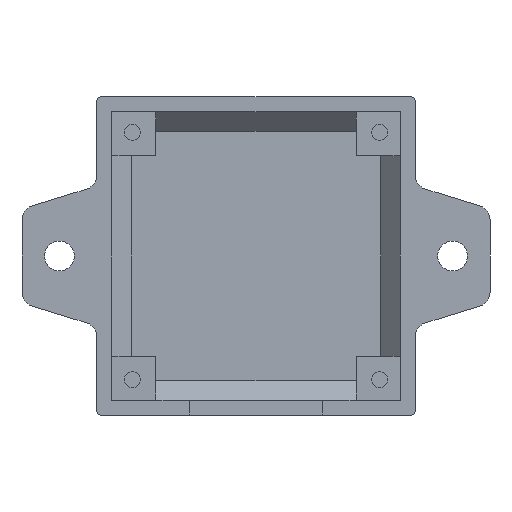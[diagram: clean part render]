
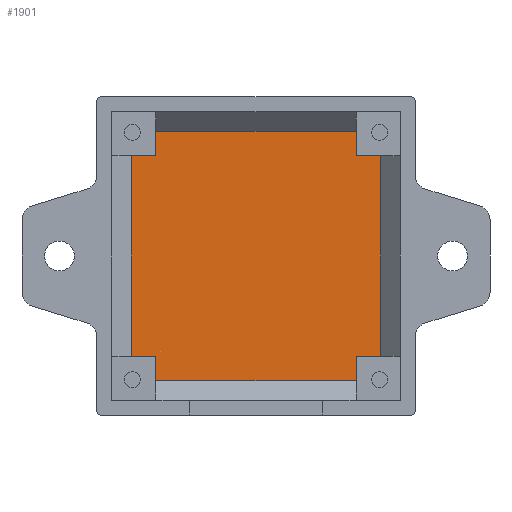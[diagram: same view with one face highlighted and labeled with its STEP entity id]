
A CAD part, front view. The second image highlights one B-rep face of the part: STEP entity #1901.
In plain terms, the highlighted planar face has unit normal (0, -1, 0).
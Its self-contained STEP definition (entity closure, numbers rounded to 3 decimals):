
#13 = CARTESIAN_POINT ( 'NONE',  ( -10.7, 12.4, -13.337 ) ) ;
#34 = EDGE_CURVE ( 'NONE', #959, #2323, #807, .T. ) ;
#87 = CARTESIAN_POINT ( 'NONE',  ( 10.7, 12.4, -13.337 ) ) ;
#95 = CARTESIAN_POINT ( 'NONE',  ( 10.7, 12.4, 15.4 ) ) ;
#167 = EDGE_CURVE ( 'NONE', #2000, #2323, #915, .T. ) ;
#180 = DIRECTION ( 'NONE',  ( -1., 0., 0. ) ) ;
#227 = EDGE_CURVE ( 'NONE', #949, #1421, #2317, .T. ) ;
#234 = LINE ( 'NONE', #1603, #1220 ) ;
#280 = EDGE_CURVE ( 'NONE', #1704, #2093, #1772, .T. ) ;
#297 = DIRECTION ( 'NONE',  ( -1., 0., 0. ) ) ;
#303 = ORIENTED_EDGE ( 'NONE', *, *, #280, .F. ) ;
#353 = CARTESIAN_POINT ( 'NONE',  ( -10.7, 12.4, -15.4 ) ) ;
#374 = EDGE_CURVE ( 'NONE', #2097, #1898, #234, .T. ) ;
#375 = DIRECTION ( 'NONE',  ( 0., 1., 0. ) ) ;
#405 = CARTESIAN_POINT ( 'NONE',  ( -13.337, 12.4, 0. ) ) ;
#407 = VECTOR ( 'NONE', #1899, 1000. ) ;
#529 = ORIENTED_EDGE ( 'NONE', *, *, #1403, .F. ) ;
#540 = VECTOR ( 'NONE', #2818, 1000. ) ;
#567 = DIRECTION ( 'NONE',  ( 0., 0., 1. ) ) ;
#572 = EDGE_CURVE ( 'NONE', #1898, #2538, #2187, .T. ) ;
#580 = ORIENTED_EDGE ( 'NONE', *, *, #2312, .F. ) ;
#632 = ORIENTED_EDGE ( 'NONE', *, *, #1140, .F. ) ;
#679 = LINE ( 'NONE', #1897, #540 ) ;
#807 = LINE ( 'NONE', #1473, #407 ) ;
#833 = CARTESIAN_POINT ( 'NONE',  ( 13.337, 12.4, 10.7 ) ) ;
#863 = CARTESIAN_POINT ( 'NONE',  ( 0., 12.4, 13.337 ) ) ;
#874 = CARTESIAN_POINT ( 'NONE',  ( -15.4, 12.4, 10.7 ) ) ;
#887 = CARTESIAN_POINT ( 'NONE',  ( -10.7, 12.4, 13.337 ) ) ;
#895 = EDGE_CURVE ( 'NONE', #2603, #1421, #1521, .T. ) ;
#906 = VECTOR ( 'NONE', #1015, 1000. ) ;
#915 = LINE ( 'NONE', #863, #2598 ) ;
#949 = VERTEX_POINT ( 'NONE', #960 ) ;
#959 = VERTEX_POINT ( 'NONE', #2073 ) ;
#960 = CARTESIAN_POINT ( 'NONE',  ( 10.7, 12.4, 10.7 ) ) ;
#1015 = DIRECTION ( 'NONE',  ( 0., 0., -1. ) ) ;
#1069 = CARTESIAN_POINT ( 'NONE',  ( 15.4, 12.4, -10.7 ) ) ;
#1089 = EDGE_LOOP ( 'NONE', ( #1198, #1504, #580, #2205, #1811, #1101, #303, #529, #632, #2647, #2196, #1139 ) ) ;
#1092 = CARTESIAN_POINT ( 'NONE',  ( -10.7, 12.4, -10.7 ) ) ;
#1101 = ORIENTED_EDGE ( 'NONE', *, *, #1859, .F. ) ;
#1137 = DIRECTION ( 'NONE',  ( -1., 0., 0. ) ) ;
#1139 = ORIENTED_EDGE ( 'NONE', *, *, #1392, .F. ) ;
#1140 = EDGE_CURVE ( 'NONE', #2603, #1895, #1769, .T. ) ;
#1198 = ORIENTED_EDGE ( 'NONE', *, *, #167, .T. ) ;
#1203 = CARTESIAN_POINT ( 'NONE',  ( -13.337, 12.4, 10.7 ) ) ;
#1220 = VECTOR ( 'NONE', #297, 1000. ) ;
#1320 = VECTOR ( 'NONE', #1992, 1000. ) ;
#1345 = FACE_OUTER_BOUND ( 'NONE', #1089, .T. ) ;
#1392 = EDGE_CURVE ( 'NONE', #2000, #949, #1482, .T. ) ;
#1403 = EDGE_CURVE ( 'NONE', #1895, #1704, #679, .T. ) ;
#1410 = LINE ( 'NONE', #353, #1726 ) ;
#1421 = VERTEX_POINT ( 'NONE', #833 ) ;
#1473 = CARTESIAN_POINT ( 'NONE',  ( -10.7, 12.4, 15.4 ) ) ;
#1482 = LINE ( 'NONE', #95, #906 ) ;
#1504 = ORIENTED_EDGE ( 'NONE', *, *, #34, .F. ) ;
#1521 = LINE ( 'NONE', #2438, #2017 ) ;
#1594 = VECTOR ( 'NONE', #1137, 1000. ) ;
#1603 = CARTESIAN_POINT ( 'NONE',  ( -15.4, 12.4, -10.7 ) ) ;
#1678 = CARTESIAN_POINT ( 'NONE',  ( -13.337, 12.4, -10.7 ) ) ;
#1704 = VERTEX_POINT ( 'NONE', #87 ) ;
#1722 = VECTOR ( 'NONE', #2678, 1000. ) ;
#1726 = VECTOR ( 'NONE', #2343, 1000. ) ;
#1769 = LINE ( 'NONE', #1069, #2284 ) ;
#1772 = LINE ( 'NONE', #2455, #1594 ) ;
#1811 = ORIENTED_EDGE ( 'NONE', *, *, #374, .F. ) ;
#1859 = EDGE_CURVE ( 'NONE', #2093, #2097, #1410, .T. ) ;
#1895 = VERTEX_POINT ( 'NONE', #2784 ) ;
#1897 = CARTESIAN_POINT ( 'NONE',  ( 10.7, 12.4, -15.4 ) ) ;
#1898 = VERTEX_POINT ( 'NONE', #1678 ) ;
#1899 = DIRECTION ( 'NONE',  ( 0., 0., 1. ) ) ;
#1901 = ADVANCED_FACE ( 'NONE', ( #1345 ), #2559, .F. ) ;
#1943 = DIRECTION ( 'NONE',  ( -1., 0., 0. ) ) ;
#1992 = DIRECTION ( 'NONE',  ( 1., 0., 0. ) ) ;
#2000 = VERTEX_POINT ( 'NONE', #2794 ) ;
#2017 = VECTOR ( 'NONE', #2252, 1000. ) ;
#2033 = AXIS2_PLACEMENT_3D ( 'NONE', #2330, #375, #567 ) ;
#2073 = CARTESIAN_POINT ( 'NONE',  ( -10.7, 12.4, 10.7 ) ) ;
#2093 = VERTEX_POINT ( 'NONE', #13 ) ;
#2097 = VERTEX_POINT ( 'NONE', #1092 ) ;
#2187 = LINE ( 'NONE', #405, #2491 ) ;
#2196 = ORIENTED_EDGE ( 'NONE', *, *, #227, .F. ) ;
#2205 = ORIENTED_EDGE ( 'NONE', *, *, #572, .F. ) ;
#2252 = DIRECTION ( 'NONE',  ( 0., 0., 1. ) ) ;
#2284 = VECTOR ( 'NONE', #1943, 1000. ) ;
#2312 = EDGE_CURVE ( 'NONE', #2538, #959, #2688, .T. ) ;
#2317 = LINE ( 'NONE', #2684, #1320 ) ;
#2323 = VERTEX_POINT ( 'NONE', #887 ) ;
#2330 = CARTESIAN_POINT ( 'NONE',  ( 0., 12.4, 0. ) ) ;
#2343 = DIRECTION ( 'NONE',  ( 0., 0., 1. ) ) ;
#2438 = CARTESIAN_POINT ( 'NONE',  ( 13.337, 12.4, 0. ) ) ;
#2455 = CARTESIAN_POINT ( 'NONE',  ( 0., 12.4, -13.337 ) ) ;
#2491 = VECTOR ( 'NONE', #2562, 1000. ) ;
#2538 = VERTEX_POINT ( 'NONE', #1203 ) ;
#2559 = PLANE ( 'NONE',  #2033 ) ;
#2562 = DIRECTION ( 'NONE',  ( 0., 0., 1. ) ) ;
#2598 = VECTOR ( 'NONE', #180, 1000. ) ;
#2603 = VERTEX_POINT ( 'NONE', #2779 ) ;
#2647 = ORIENTED_EDGE ( 'NONE', *, *, #895, .T. ) ;
#2678 = DIRECTION ( 'NONE',  ( 1., 0., 0. ) ) ;
#2684 = CARTESIAN_POINT ( 'NONE',  ( 15.4, 12.4, 10.7 ) ) ;
#2688 = LINE ( 'NONE', #874, #1722 ) ;
#2779 = CARTESIAN_POINT ( 'NONE',  ( 13.337, 12.4, -10.7 ) ) ;
#2784 = CARTESIAN_POINT ( 'NONE',  ( 10.7, 12.4, -10.7 ) ) ;
#2794 = CARTESIAN_POINT ( 'NONE',  ( 10.7, 12.4, 13.337 ) ) ;
#2818 = DIRECTION ( 'NONE',  ( 0., 0., -1. ) ) ;
